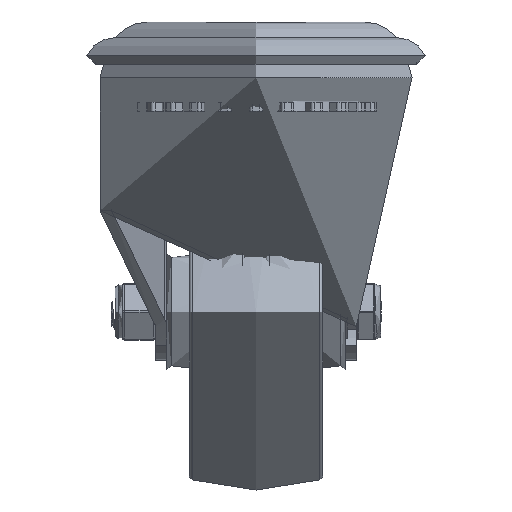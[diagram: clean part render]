
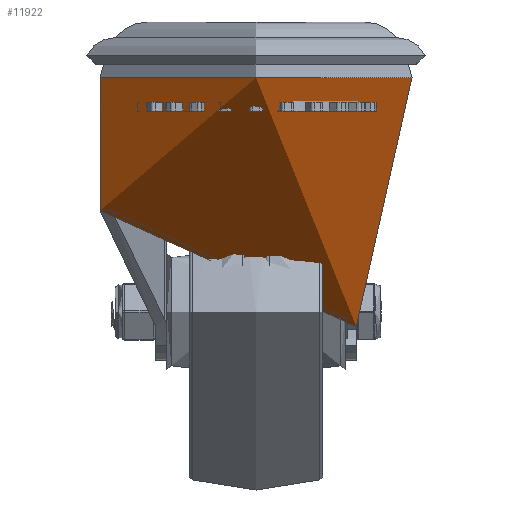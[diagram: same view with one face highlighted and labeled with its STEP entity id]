
A CAD part, left-side view. The second image highlights one B-rep face of the part: STEP entity #11922.
In plain terms, the highlighted cylindrical face has radius 35 mm (diameter 70 mm), a full revolution.
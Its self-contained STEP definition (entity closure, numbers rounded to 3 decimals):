
#200=B_SPLINE_CURVE_WITH_KNOTS('',3,(#18522,#18523,#18524,#18525,#18526,
#18527,#18528,#18529,#18530,#18531,#18532,#18533,#18534,#18535,#18536,#18537,
#18538,#18539,#18540,#18541,#18542,#18543,#18544,#18545,#18546,#18547,#18548,
#18549,#18550,#18551,#18552,#18553,#18554,#18555,#18556,#18557,#18558,#18559,
#18560,#18561,#18562,#18563,#18564,#18565),.UNSPECIFIED.,.F.,.F.,(4,2,2,
2,2,2,2,2,2,2,2,2,2,2,2,2,2,2,2,2,2,4),(6.422,7.254,
8.086,8.917,9.749,10.397,11.045,
11.693,12.341,12.989,13.637,14.285,
14.934,15.765,16.597,17.429,18.26,
19.198,20.136,21.074,22.011,22.093),
 .UNSPECIFIED.);
#201=B_SPLINE_CURVE_WITH_KNOTS('',3,(#18569,#18570,#18571,#18572,#18573,
#18574,#18575,#18576,#18577,#18578),.UNSPECIFIED.,.F.,.F.,(4,2,2,2,4),(-0.839,
-0.739,-0.639,-0.526,-0.413),
 .UNSPECIFIED.);
#202=B_SPLINE_CURVE_WITH_KNOTS('',3,(#18582,#18583,#18584,#18585,#18586,
#18587,#18588,#18589,#18590,#18591),.UNSPECIFIED.,.F.,.F.,(4,2,2,2,4),(-0.426,
-0.314,-0.201,-0.1,0.),
 .UNSPECIFIED.);
#203=B_SPLINE_CURVE_WITH_KNOTS('',3,(#18594,#18595,#18596,#18597,#18598,
#18599,#18600,#18601,#18602,#18603,#18604,#18605),.UNSPECIFIED.,.F.,.F.,
(4,2,2,2,2,4),(2.589,2.671,3.609,4.547,
5.485,6.422),.UNSPECIFIED.);
#874=CYLINDRICAL_SURFACE('',#12975,35.);
#1373=LINE('',#18520,#2408);
#1374=LINE('',#18567,#2409);
#1375=LINE('',#18593,#2410);
#2408=VECTOR('',#14983,35.);
#2409=VECTOR('',#14984,1000.);
#2410=VECTOR('',#14987,1000.);
#3335=FACE_OUTER_BOUND('',#4027,.T.);
#4027=EDGE_LOOP('',(#9148,#9149,#9150,#9151,#9152,#9153,#9154,#9155,#9156,
#9157));
#4774=CIRCLE('',#12959,35.);
#4786=CIRCLE('',#12976,35.);
#5489=VERTEX_POINT('',#18491);
#5498=VERTEX_POINT('',#18519);
#5499=VERTEX_POINT('',#18521);
#5500=VERTEX_POINT('',#18566);
#5501=VERTEX_POINT('',#18568);
#5502=VERTEX_POINT('',#18579);
#5503=VERTEX_POINT('',#18581);
#5504=VERTEX_POINT('',#18592);
#6819=EDGE_CURVE('',#5489,#5489,#4774,.T.);
#6833=EDGE_CURVE('',#5489,#5498,#1373,.T.);
#6834=EDGE_CURVE('',#5498,#5499,#200,.T.);
#6835=EDGE_CURVE('',#5499,#5500,#1374,.T.);
#6836=EDGE_CURVE('',#5501,#5500,#201,.F.);
#6837=EDGE_CURVE('',#5501,#5502,#4786,.T.);
#6838=EDGE_CURVE('',#5503,#5502,#202,.F.);
#6839=EDGE_CURVE('',#5503,#5504,#1375,.T.);
#6840=EDGE_CURVE('',#5504,#5498,#203,.T.);
#9148=ORIENTED_EDGE('',*,*,#6819,.F.);
#9149=ORIENTED_EDGE('',*,*,#6833,.T.);
#9150=ORIENTED_EDGE('',*,*,#6834,.T.);
#9151=ORIENTED_EDGE('',*,*,#6835,.T.);
#9152=ORIENTED_EDGE('',*,*,#6836,.F.);
#9153=ORIENTED_EDGE('',*,*,#6837,.T.);
#9154=ORIENTED_EDGE('',*,*,#6838,.F.);
#9155=ORIENTED_EDGE('',*,*,#6839,.T.);
#9156=ORIENTED_EDGE('',*,*,#6840,.T.);
#9157=ORIENTED_EDGE('',*,*,#6833,.F.);
#11922=ADVANCED_FACE('',(#3335),#874,.T.);
#12959=AXIS2_PLACEMENT_3D('',#18492,#14947,#14948);
#12975=AXIS2_PLACEMENT_3D('',#18518,#14981,#14982);
#12976=AXIS2_PLACEMENT_3D('',#18580,#14985,#14986);
#14947=DIRECTION('center_axis',(0.,0.,1.));
#14948=DIRECTION('ref_axis',(0.,-1.,0.));
#14981=DIRECTION('center_axis',(0.,0.,1.));
#14982=DIRECTION('ref_axis',(0.,-1.,0.));
#14983=DIRECTION('',(0.,0.,-1.));
#14984=DIRECTION('',(0.,0.,1.));
#14985=DIRECTION('center_axis',(0.,0.,1.));
#14986=DIRECTION('ref_axis',(0.,-1.,0.));
#14987=DIRECTION('',(0.,0.,-1.));
#18491=CARTESIAN_POINT('',(0.,35.,-3.009));
#18492=CARTESIAN_POINT('Origin',(0.,0.,-3.009));
#18518=CARTESIAN_POINT('Origin',(0.,0.,-66.511));
#18519=CARTESIAN_POINT('',(0.,35.,-32.843));
#18520=CARTESIAN_POINT('',(0.,35.,-66.511));
#18521=CARTESIAN_POINT('',(26.81,-22.5,-58.876));
#18522=CARTESIAN_POINT('Ctrl Pts',(0.,35.,-32.843));
#18523=CARTESIAN_POINT('Ctrl Pts',(-2.121,35.,-31.057));
#18524=CARTESIAN_POINT('Ctrl Pts',(-4.358,34.805,-29.231));
#18525=CARTESIAN_POINT('Ctrl Pts',(-8.903,33.928,-25.65));
#18526=CARTESIAN_POINT('Ctrl Pts',(-11.209,33.246,-23.894));
#18527=CARTESIAN_POINT('Ctrl Pts',(-15.716,31.368,-20.574));
#18528=CARTESIAN_POINT('Ctrl Pts',(-17.919,30.17,-19.007));
#18529=CARTESIAN_POINT('Ctrl Pts',(-22.053,27.295,-16.151));
#18530=CARTESIAN_POINT('Ctrl Pts',(-23.983,25.617,-14.862));
#18531=CARTESIAN_POINT('Ctrl Pts',(-27.044,22.306,-12.863));
#18532=CARTESIAN_POINT('Ctrl Pts',(-28.333,20.659,-12.039));
#18533=CARTESIAN_POINT('Ctrl Pts',(-30.643,17.046,-10.586));
#18534=CARTESIAN_POINT('Ctrl Pts',(-31.663,15.079,-9.957));
#18535=CARTESIAN_POINT('Ctrl Pts',(-33.319,10.946,-8.947));
#18536=CARTESIAN_POINT('Ctrl Pts',(-33.956,8.775,-8.564));
#18537=CARTESIAN_POINT('Ctrl Pts',(-34.796,4.382,-8.06));
#18538=CARTESIAN_POINT('Ctrl Pts',(-35.,2.16,-7.94));
#18539=CARTESIAN_POINT('Ctrl Pts',(-35.,-2.16,-7.94));
#18540=CARTESIAN_POINT('Ctrl Pts',(-34.796,-4.382,
-8.06));
#18541=CARTESIAN_POINT('Ctrl Pts',(-33.956,-8.775,
-8.564));
#18542=CARTESIAN_POINT('Ctrl Pts',(-33.319,-10.946,
-8.947));
#18543=CARTESIAN_POINT('Ctrl Pts',(-31.663,-15.079,-9.957));
#18544=CARTESIAN_POINT('Ctrl Pts',(-30.643,-17.046,
-10.586));
#18545=CARTESIAN_POINT('Ctrl Pts',(-28.333,-20.659,
-12.039));
#18546=CARTESIAN_POINT('Ctrl Pts',(-27.044,-22.306,
-12.863));
#18547=CARTESIAN_POINT('Ctrl Pts',(-23.983,-25.617,
-14.862));
#18548=CARTESIAN_POINT('Ctrl Pts',(-22.053,-27.295,-16.151));
#18549=CARTESIAN_POINT('Ctrl Pts',(-17.919,-30.17,-19.007));
#18550=CARTESIAN_POINT('Ctrl Pts',(-15.716,-31.368,-20.574));
#18551=CARTESIAN_POINT('Ctrl Pts',(-11.209,-33.246,
-23.894));
#18552=CARTESIAN_POINT('Ctrl Pts',(-8.903,-33.928,-25.65));
#18553=CARTESIAN_POINT('Ctrl Pts',(-4.358,-34.805,
-29.231));
#18554=CARTESIAN_POINT('Ctrl Pts',(-2.121,-35.,-31.057));
#18555=CARTESIAN_POINT('Ctrl Pts',(2.391,-35.,-34.856));
#18556=CARTESIAN_POINT('Ctrl Pts',(4.837,-34.752,-36.991));
#18557=CARTESIAN_POINT('Ctrl Pts',(9.67,-33.728,-41.371));
#18558=CARTESIAN_POINT('Ctrl Pts',(12.056,-32.953,-43.617));
#18559=CARTESIAN_POINT('Ctrl Pts',(16.624,-30.902,-48.075));
#18560=CARTESIAN_POINT('Ctrl Pts',(18.807,-29.625,-50.287));
#18561=CARTESIAN_POINT('Ctrl Pts',(22.853,-26.629,-54.522));
#18562=CARTESIAN_POINT('Ctrl Pts',(24.717,-24.909,-56.544));
#18563=CARTESIAN_POINT('Ctrl Pts',(26.52,-22.841,-58.552));
#18564=CARTESIAN_POINT('Ctrl Pts',(26.665,-22.672,-58.714));
#18565=CARTESIAN_POINT('Ctrl Pts',(26.81,-22.5,-58.876));
#18566=CARTESIAN_POINT('',(26.81,-22.5,-6.508));
#18567=CARTESIAN_POINT('',(26.81,-22.5,-35.259));
#18568=CARTESIAN_POINT('',(28.723,-20.,-4.008));
#18569=CARTESIAN_POINT('Ctrl Pts',(26.81,-22.5,-6.508));
#18570=CARTESIAN_POINT('Ctrl Pts',(26.81,-22.5,-6.173));
#18571=CARTESIAN_POINT('Ctrl Pts',(26.87,-22.429,-5.828));
#18572=CARTESIAN_POINT('Ctrl Pts',(27.087,-22.166,-5.215));
#18573=CARTESIAN_POINT('Ctrl Pts',(27.243,-21.974,-4.947));
#18574=CARTESIAN_POINT('Ctrl Pts',(27.591,-21.536,-4.509));
#18575=CARTESIAN_POINT('Ctrl Pts',(27.813,-21.251,-4.318));
#18576=CARTESIAN_POINT('Ctrl Pts',(28.271,-20.637,-4.068));
#18577=CARTESIAN_POINT('Ctrl Pts',(28.508,-20.308,-4.008));
#18578=CARTESIAN_POINT('Ctrl Pts',(28.723,-20.,-4.008));
#18579=CARTESIAN_POINT('',(28.723,20.,-4.008));
#18580=CARTESIAN_POINT('Origin',(0.,0.,-4.008));
#18581=CARTESIAN_POINT('',(26.81,22.5,-6.508));
#18582=CARTESIAN_POINT('Ctrl Pts',(28.723,20.,-4.008));
#18583=CARTESIAN_POINT('Ctrl Pts',(28.508,20.308,-4.008));
#18584=CARTESIAN_POINT('Ctrl Pts',(28.271,20.637,-4.068));
#18585=CARTESIAN_POINT('Ctrl Pts',(27.813,21.251,-4.318));
#18586=CARTESIAN_POINT('Ctrl Pts',(27.591,21.536,-4.509));
#18587=CARTESIAN_POINT('Ctrl Pts',(27.243,21.974,-4.947));
#18588=CARTESIAN_POINT('Ctrl Pts',(27.087,22.166,-5.215));
#18589=CARTESIAN_POINT('Ctrl Pts',(26.87,22.429,-5.828));
#18590=CARTESIAN_POINT('Ctrl Pts',(26.81,22.5,-6.173));
#18591=CARTESIAN_POINT('Ctrl Pts',(26.81,22.5,-6.508));
#18592=CARTESIAN_POINT('',(26.81,22.5,-58.876));
#18593=CARTESIAN_POINT('',(26.81,22.5,-35.259));
#18594=CARTESIAN_POINT('Ctrl Pts',(26.81,22.5,-58.876));
#18595=CARTESIAN_POINT('Ctrl Pts',(26.665,22.672,-58.714));
#18596=CARTESIAN_POINT('Ctrl Pts',(26.52,22.841,-58.552));
#18597=CARTESIAN_POINT('Ctrl Pts',(24.717,24.909,-56.544));
#18598=CARTESIAN_POINT('Ctrl Pts',(22.853,26.629,-54.522));
#18599=CARTESIAN_POINT('Ctrl Pts',(18.807,29.625,-50.287));
#18600=CARTESIAN_POINT('Ctrl Pts',(16.624,30.902,-48.075));
#18601=CARTESIAN_POINT('Ctrl Pts',(12.056,32.953,-43.617));
#18602=CARTESIAN_POINT('Ctrl Pts',(9.67,33.728,-41.371));
#18603=CARTESIAN_POINT('Ctrl Pts',(4.837,34.752,-36.991));
#18604=CARTESIAN_POINT('Ctrl Pts',(2.391,35.,-34.856));
#18605=CARTESIAN_POINT('Ctrl Pts',(0.,35.,-32.843));
